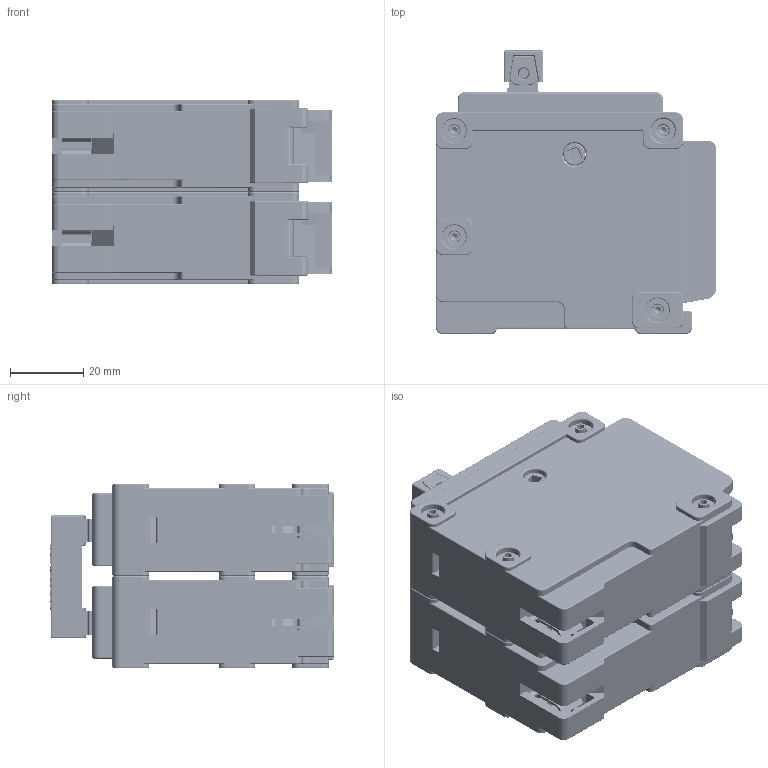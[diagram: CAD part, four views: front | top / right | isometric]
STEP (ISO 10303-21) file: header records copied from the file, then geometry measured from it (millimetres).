
FILE_DESCRIPTION((''),'2;1');
FILE_NAME('B2R_2P_ASM','2023-11-07T15:58:25',('jiangjp'),(''),'CREO PARAMETRIC BY PTC INC, 2020044','CREO PARAMETRIC BY PTC INC, 2020044','');
FILE_SCHEMA(('CONFIG_CONTROL_DESIGN','SHAPE_APPEARANCE_LAYERS_GROUPS'));
Products named in the file (28): B2R_2P_1_1; B2R_2P_2; B2R_2P_3; B2R_2P_4; B2R_2P_5; B2R_2P_6; B2R_2P_7; B2R_2P_8; B2R_2P_9; B2R_2P_10; B2R_2P_11; B2R_2P_12; B2R_2P_13; B2R_2P_14; B2R_2P_15; B2R_2P_16; B2R_2P_17; B2R_2P_18; B2R_2P_19; B2R_2P_20; B2R_2P_21; B2R_2P_22; B2R_2P_23; B2R_2P_24; B2R_2P_25; B2R_2P_26; B2R_2P_1_ASM; B2R_2P_ASM
Assembly tree (58 placements, depth 3):
  B2R_2P_ASM
    B2R_2P_1_ASM
      B2R_2P_1_1
      B2R_2P_2  x2
      B2R_2P_3  x2
      B2R_2P_4  x2
      B2R_2P_5  x2
      B2R_2P_6  x2
      B2R_2P_7  x2
      B2R_2P_8  x2
      B2R_2P_9  x2
      B2R_2P_10  x2
      B2R_2P_11  x2
      B2R_2P_12  x2
      B2R_2P_13  x2
      B2R_2P_14  x2
      B2R_2P_15  x2
      B2R_2P_16  x2
      B2R_2P_17  x2
      B2R_2P_18  x2
      B2R_2P_19  x2
      B2R_2P_20  x2
      B2R_2P_21  x2
      B2R_2P_22  x2
      B2R_2P_23  x2
      B2R_2P_24  x2
      B2R_2P_25  x2
      B2R_2P_26  x8
Bounding box: 76.53 x 77.6 x 50.4 mm (x, y, z)
Volume: 124191.9 mm3; surface area: 104539 mm2
Topology: 53 solids, 57 shells, 8020 faces, 21518 edges, 13440 vertices
Faces by surface type: plane 3194, cylinder 3034, torus 898, bspline 444, sphere 258, cone 122, extrusion 68, revolution 2
Entity records: 208937 total; most frequent: CARTESIAN_POINT 79865, ORIENTED_EDGE 21820, DIRECTION 21117, EDGE_CURVE 10915, AXIS2_PLACEMENT_3D 7522, VERTEX_POINT 6925, VECTOR 6072, LINE 6011
